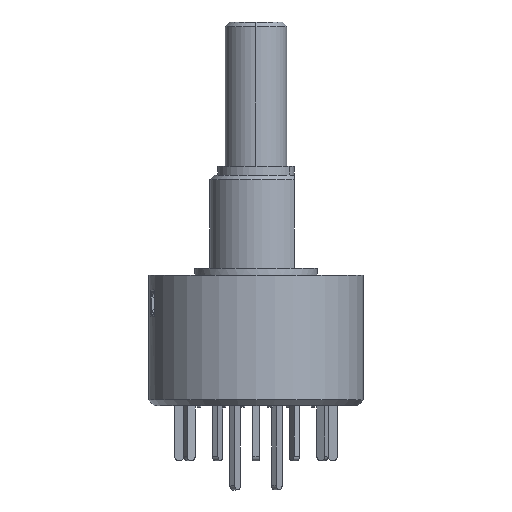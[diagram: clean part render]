
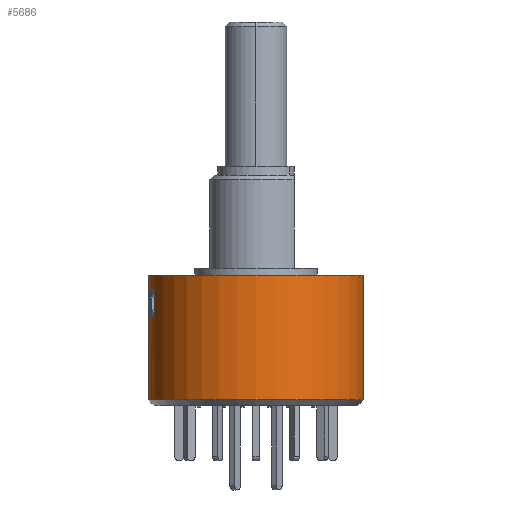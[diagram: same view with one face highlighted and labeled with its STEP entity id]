
A CAD part, left-side view. The second image highlights one B-rep face of the part: STEP entity #5686.
In plain terms, the highlighted cylindrical face has radius 7 mm (diameter 14 mm), a partial arc.
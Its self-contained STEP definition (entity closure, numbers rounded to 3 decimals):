
#246 = VECTOR ( 'NONE', #2986, 1000. ) ;
#659 = CARTESIAN_POINT ( 'NONE',  ( 0., -7., -0.45 ) ) ;
#704 = ORIENTED_EDGE ( 'NONE', *, *, #4519, .F. ) ;
#885 = ORIENTED_EDGE ( 'NONE', *, *, #9172, .T. ) ;
#1054 = CARTESIAN_POINT ( 'NONE',  ( -1.812, 6.761, -3.167 ) ) ;
#1189 = DIRECTION ( 'NONE',  ( 0., 0., 1. ) ) ;
#1613 = CARTESIAN_POINT ( 'NONE',  ( 0., 7., -8.574 ) ) ;
#1682 = DIRECTION ( 'NONE',  ( 0., 0., -1. ) ) ;
#1696 = FACE_OUTER_BOUND ( 'NONE', #5814, .T. ) ;
#2006 = EDGE_CURVE ( 'NONE', #8367, #9935, #15996, .T. ) ;
#2064 = CARTESIAN_POINT ( 'NONE',  ( 0., 7., -0.45 ) ) ;
#2164 = CARTESIAN_POINT ( 'NONE',  ( -1.226, 6.892, -1.425 ) ) ;
#2550 = CARTESIAN_POINT ( 'NONE',  ( -2.196, 6.65, -3.162 ) ) ;
#2568 = ORIENTED_EDGE ( 'NONE', *, *, #5121, .T. ) ;
#2924 = CARTESIAN_POINT ( 'NONE',  ( -2.384, 6.581, -0.45 ) ) ;
#2986 = DIRECTION ( 'NONE',  ( 0., 0., -1. ) ) ;
#3138 = LINE ( 'NONE', #15194, #17646 ) ;
#3244 = CARTESIAN_POINT ( 'NONE',  ( -2.384, 6.581, -1.425 ) ) ;
#3274 = CARTESIAN_POINT ( 'NONE',  ( 0., 7., -0.45 ) ) ;
#3578 = FACE_BOUND ( 'NONE', #8844, .T. ) ;
#3802 = DIRECTION ( 'NONE',  ( 0., 1., 0. ) ) ;
#4138 = VERTEX_POINT ( 'NONE', #3244 ) ;
#4219 = LINE ( 'NONE', #2924, #246 ) ;
#4519 = EDGE_CURVE ( 'NONE', #10453, #14946, #7343, .T. ) ;
#4867 = EDGE_CURVE ( 'NONE', #14478, #7060, #9725, .T. ) ;
#5121 = EDGE_CURVE ( 'NONE', #7060, #9065, #16769, .T. ) ;
#5686 = ADVANCED_FACE ( 'NONE', ( #1696, #3578 ), #6105, .T. ) ;
#5814 = EDGE_LOOP ( 'NONE', ( #17236, #704, #10008, #13005 ) ) ;
#6105 = CYLINDRICAL_SURFACE ( 'NONE', #16811, 7. ) ;
#6279 = CARTESIAN_POINT ( 'NONE',  ( -1.226, 6.892, -0.45 ) ) ;
#6534 = DIRECTION ( 'NONE',  ( 0., 0., 1. ) ) ;
#7060 = VERTEX_POINT ( 'NONE', #17556 ) ;
#7343 = CIRCLE ( 'NONE', #11145, 7. ) ;
#7428 =( BOUNDED_CURVE ( )  B_SPLINE_CURVE ( 3, ( #8598, #10050, #17176, #11397 ),
 .UNSPECIFIED., .F., .F. ) 
 B_SPLINE_CURVE_WITH_KNOTS ( ( 4, 4 ),
 ( 3.056, 3.227 ),
 .UNSPECIFIED. ) 
 CURVE ( )  GEOMETRIC_REPRESENTATION_ITEM ( )  RATIONAL_B_SPLINE_CURVE ( ( 1., 0.998, 0.998, 1. ) ) 
 REPRESENTATION_ITEM ( '' )  );
#7887 = VERTEX_POINT ( 'NONE', #2164 ) ;
#8367 = VERTEX_POINT ( 'NONE', #1613 ) ;
#8598 = CARTESIAN_POINT ( 'NONE',  ( -1.226, 6.892, -1.425 ) ) ;
#8690 = LINE ( 'NONE', #6279, #12101 ) ;
#8844 = EDGE_LOOP ( 'NONE', ( #18058, #2568, #14823, #885, #9207 ) ) ;
#9065 = VERTEX_POINT ( 'NONE', #18453 ) ;
#9172 = EDGE_CURVE ( 'NONE', #7887, #4138, #7428, .T. ) ;
#9207 = ORIENTED_EDGE ( 'NONE', *, *, #14194, .T. ) ;
#9246 = AXIS2_PLACEMENT_3D ( 'NONE', #11014, #6534, #9416 ) ;
#9416 = DIRECTION ( 'NONE',  ( 0., -1., 0. ) ) ;
#9553 = CARTESIAN_POINT ( 'NONE',  ( -2.384, 6.581, -3.152 ) ) ;
#9725 =( BOUNDED_CURVE ( )  B_SPLINE_CURVE ( 3, ( #11510, #2550, #15932, #16002 ),
 .UNSPECIFIED., .F., .F. ) 
 B_SPLINE_CURVE_WITH_KNOTS ( ( 4, 4 ),
 ( 6.197, 6.283 ),
 .UNSPECIFIED. ) 
 CURVE ( )  GEOMETRIC_REPRESENTATION_ITEM ( )  RATIONAL_B_SPLINE_CURVE ( ( 1., 0.999, 0.999, 1. ) ) 
 REPRESENTATION_ITEM ( '' )  );
#9935 = VERTEX_POINT ( 'NONE', #14764 ) ;
#9998 = CARTESIAN_POINT ( 'NONE',  ( -1.226, 6.892, -3.152 ) ) ;
#10008 = ORIENTED_EDGE ( 'NONE', *, *, #15332, .T. ) ;
#10050 = CARTESIAN_POINT ( 'NONE',  ( -1.62, 6.822, -1.406 ) ) ;
#10453 = VERTEX_POINT ( 'NONE', #2064 ) ;
#10605 = DIRECTION ( 'NONE',  ( 0., 0., -1. ) ) ;
#10629 = DIRECTION ( 'NONE',  ( 0., -1., 0. ) ) ;
#10988 = VECTOR ( 'NONE', #10605, 1000. ) ;
#11014 = CARTESIAN_POINT ( 'NONE',  ( 0., 0., -8.574 ) ) ;
#11145 = AXIS2_PLACEMENT_3D ( 'NONE', #18823, #1189, #10629 ) ;
#11264 = CARTESIAN_POINT ( 'NONE',  ( -1.423, 6.857, -3.162 ) ) ;
#11397 = CARTESIAN_POINT ( 'NONE',  ( -2.384, 6.581, -1.425 ) ) ;
#11510 = CARTESIAN_POINT ( 'NONE',  ( -2.384, 6.581, -3.152 ) ) ;
#12101 = VECTOR ( 'NONE', #16543, 1000. ) ;
#13005 = ORIENTED_EDGE ( 'NONE', *, *, #2006, .T. ) ;
#14194 = EDGE_CURVE ( 'NONE', #4138, #14478, #4219, .T. ) ;
#14209 = CARTESIAN_POINT ( 'NONE',  ( 0., 0., -0.45 ) ) ;
#14478 = VERTEX_POINT ( 'NONE', #9553 ) ;
#14764 = CARTESIAN_POINT ( 'NONE',  ( 0., -7., -8.574 ) ) ;
#14823 = ORIENTED_EDGE ( 'NONE', *, *, #17041, .T. ) ;
#14946 = VERTEX_POINT ( 'NONE', #659 ) ;
#15194 = CARTESIAN_POINT ( 'NONE',  ( 0., -7., -0.45 ) ) ;
#15332 = EDGE_CURVE ( 'NONE', #10453, #8367, #16043, .T. ) ;
#15544 = DIRECTION ( 'NONE',  ( 0., 0., -1. ) ) ;
#15809 = CARTESIAN_POINT ( 'NONE',  ( -1.618, 6.813, -3.167 ) ) ;
#15932 = CARTESIAN_POINT ( 'NONE',  ( -2.005, 6.71, -3.167 ) ) ;
#15996 = CIRCLE ( 'NONE', #9246, 7. ) ;
#16002 = CARTESIAN_POINT ( 'NONE',  ( -1.812, 6.761, -3.167 ) ) ;
#16043 = LINE ( 'NONE', #3274, #10988 ) ;
#16543 = DIRECTION ( 'NONE',  ( 0., 0., 1. ) ) ;
#16769 =( BOUNDED_CURVE ( )  B_SPLINE_CURVE ( 3, ( #1054, #15809, #11264, #9998 ),
 .UNSPECIFIED., .F., .T. ) 
 B_SPLINE_CURVE_WITH_KNOTS ( ( 4, 4 ),
 ( 0., 0.086 ),
 .UNSPECIFIED. ) 
 CURVE ( )  GEOMETRIC_REPRESENTATION_ITEM ( )  RATIONAL_B_SPLINE_CURVE ( ( 1., 0.999, 0.999, 1. ) ) 
 REPRESENTATION_ITEM ( '' )  );
#16811 = AXIS2_PLACEMENT_3D ( 'NONE', #14209, #15544, #3802 ) ;
#17041 = EDGE_CURVE ( 'NONE', #9065, #7887, #8690, .T. ) ;
#17064 = EDGE_CURVE ( 'NONE', #14946, #9935, #3138, .T. ) ;
#17176 = CARTESIAN_POINT ( 'NONE',  ( -2.007, 6.718, -1.406 ) ) ;
#17236 = ORIENTED_EDGE ( 'NONE', *, *, #17064, .F. ) ;
#17556 = CARTESIAN_POINT ( 'NONE',  ( -1.812, 6.761, -3.167 ) ) ;
#17646 = VECTOR ( 'NONE', #1682, 1000. ) ;
#18058 = ORIENTED_EDGE ( 'NONE', *, *, #4867, .T. ) ;
#18453 = CARTESIAN_POINT ( 'NONE',  ( -1.226, 6.892, -3.152 ) ) ;
#18823 = CARTESIAN_POINT ( 'NONE',  ( 0., 0., -0.45 ) ) ;
